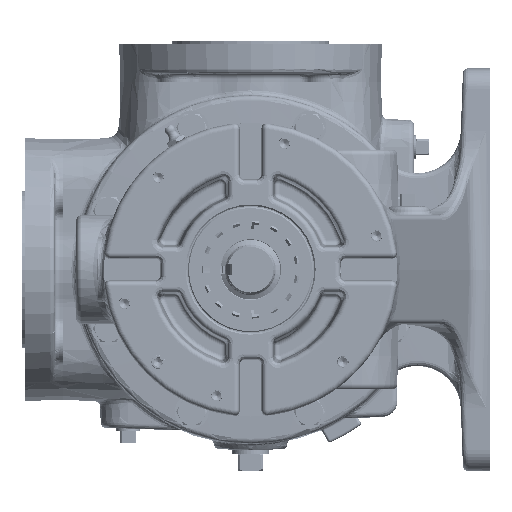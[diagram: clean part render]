
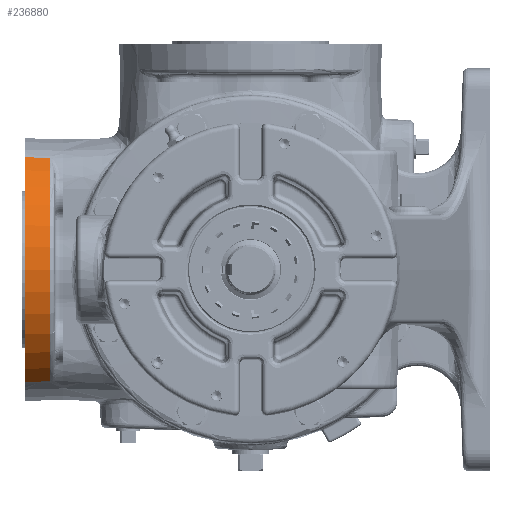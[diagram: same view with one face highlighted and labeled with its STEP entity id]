
A CAD part, left-side view. The second image highlights one B-rep face of the part: STEP entity #236880.
In plain terms, the highlighted conical face has half-angle 2 degrees and reference radius 76.466 mm.
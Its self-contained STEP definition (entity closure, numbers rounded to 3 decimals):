
#953 = CARTESIAN_POINT ( 'NONE',  ( 32.077, 117.242, 65.147 ) ) ;
#11737 = DIRECTION ( 'NONE',  ( 1., 0., 0. ) ) ;
#49494 = CARTESIAN_POINT ( 'NONE',  ( 31.778, 131.826, 65.562 ) ) ;
#62139 = CARTESIAN_POINT ( 'NONE',  ( 70.612, 117.242, 0. ) ) ;
#90884 = FACE_OUTER_BOUND ( 'NONE', #122501, .T. ) ;
#95199 = EDGE_CURVE ( 'NONE', #166729, #365027, #270203, .T. ) ;
#112683 = EDGE_CURVE ( 'NONE', #365027, #171799, #326343, .T. ) ;
#120585 = CARTESIAN_POINT ( 'NONE',  ( 32.077, 117.242, 65.147 ) ) ;
#122501 = EDGE_LOOP ( 'NONE', ( #233095, #279704, #271071, #150044 ) ) ;
#148694 = CARTESIAN_POINT ( 'NONE',  ( 32.077, 117.242, -65.147 ) ) ;
#149813 = CARTESIAN_POINT ( 'NONE',  ( 70.612, 139.446, 0. ) ) ;
#150044 = ORIENTED_EDGE ( 'NONE', *, *, #157350, .T. ) ;
#157350 = EDGE_CURVE ( 'NONE', #171799, #358044, #368778, .T. ) ;
#166729 = VERTEX_POINT ( 'NONE', #378426 ) ;
#171799 = VERTEX_POINT ( 'NONE', #120585 ) ;
#177518 = CONICAL_SURFACE ( 'NONE', #366465, 76.466, 0.035 ) ;
#181390 = AXIS2_PLACEMENT_3D ( 'NONE', #62139, #186102, #330124 ) ;
#186102 = DIRECTION ( 'NONE',  ( 0., 1., 0. ) ) ;
#186768 = EDGE_CURVE ( 'NONE', #166729, #358044, #228196, .T. ) ;
#200076 = DIRECTION ( 'NONE',  ( 1., 0., 0. ) ) ;
#200837 = CARTESIAN_POINT ( 'NONE',  ( 32.077, 117.242, -65.147 ) ) ;
#228196 = CIRCLE ( 'NONE', #253527, 76.2 ) ;
#233095 = ORIENTED_EDGE ( 'NONE', *, *, #186768, .F. ) ;
#233609 = CARTESIAN_POINT ( 'NONE',  ( 31.778, 131.826, -65.562 ) ) ;
#236880 = ADVANCED_FACE ( 'Defeatured_0_2609', ( #90884 ), #177518, .T. ) ;
#253527 = AXIS2_PLACEMENT_3D ( 'NONE', #353803, #286869, #200076 ) ;
#267098 = CARTESIAN_POINT ( 'NONE',  ( 31.778, 131.826, 65.562 ) ) ;
#269054 = CARTESIAN_POINT ( 'NONE',  ( 31.877, 126.965, 65.423 ) ) ;
#270203 = B_SPLINE_CURVE_WITH_KNOTS ( 'NONE', 3,
 ( #233609, #355724, #298445, #148694 ),
 .UNSPECIFIED., .F., .F.,
 ( 4, 4 ),
 ( 0.008, 0.022 ),
 .UNSPECIFIED. ) ;
#270995 = CARTESIAN_POINT ( 'NONE',  ( 31.977, 122.103, 65.285 ) ) ;
#271071 = ORIENTED_EDGE ( 'NONE', *, *, #112683, .T. ) ;
#279704 = ORIENTED_EDGE ( 'NONE', *, *, #95199, .T. ) ;
#286869 = DIRECTION ( 'NONE',  ( 0., 1., 0. ) ) ;
#298445 = CARTESIAN_POINT ( 'NONE',  ( 31.977, 122.103, -65.285 ) ) ;
#313195 = DIRECTION ( 'NONE',  ( 0., 1., 0. ) ) ;
#326343 = CIRCLE ( 'NONE', #181390, 75.691 ) ;
#330124 = DIRECTION ( 'NONE',  ( -1., 0., 0. ) ) ;
#353803 = CARTESIAN_POINT ( 'NONE',  ( 70.612, 131.826, 0. ) ) ;
#355724 = CARTESIAN_POINT ( 'NONE',  ( 31.877, 126.965, -65.423 ) ) ;
#358044 = VERTEX_POINT ( 'NONE', #49494 ) ;
#365027 = VERTEX_POINT ( 'NONE', #200837 ) ;
#366465 = AXIS2_PLACEMENT_3D ( 'NONE', #149813, #313195, #11737 ) ;
#368778 = B_SPLINE_CURVE_WITH_KNOTS ( 'NONE', 3,
 ( #953, #270995, #269054, #267098 ),
 .UNSPECIFIED., .F., .F.,
 ( 4, 4 ),
 ( 0., 0.015 ),
 .UNSPECIFIED. ) ;
#378426 = CARTESIAN_POINT ( 'NONE',  ( 31.778, 131.826, -65.562 ) ) ;
